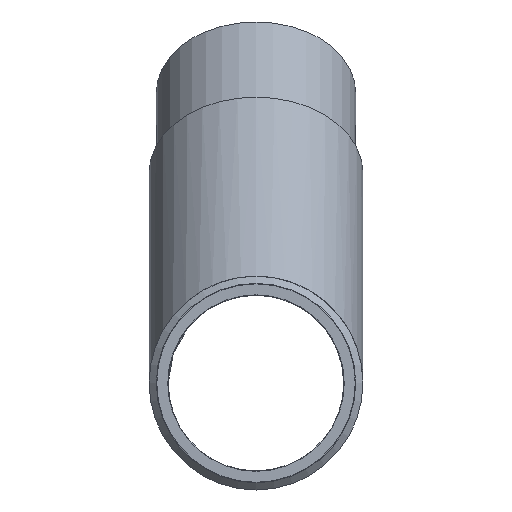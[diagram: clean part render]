
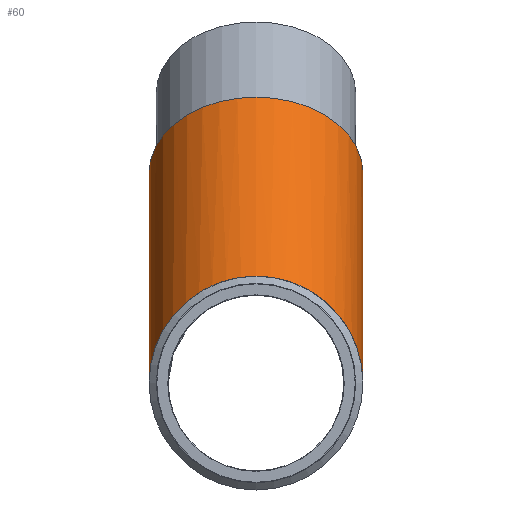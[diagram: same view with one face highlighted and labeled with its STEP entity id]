
A CAD part, left-side view. The second image highlights one B-rep face of the part: STEP entity #60.
In plain terms, the highlighted cylindrical face has radius 120.708 mm (diameter 241.416 mm), a full revolution.
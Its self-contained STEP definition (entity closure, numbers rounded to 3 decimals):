
#60 = ADVANCED_FACE( '', ( #133, #134 ), #135, .T. );
#133 = FACE_OUTER_BOUND( '', #214, .T. );
#134 = FACE_OUTER_BOUND( '', #215, .T. );
#135 = CYLINDRICAL_SURFACE( '', #216, 120.708 );
#214 = EDGE_LOOP( '', ( #309 ) );
#215 = EDGE_LOOP( '', ( #310, #311 ) );
#216 = AXIS2_PLACEMENT_3D( '', #312, #313, #314 );
#309 = ORIENTED_EDGE( '', *, *, #366, .F. );
#310 = ORIENTED_EDGE( '', *, *, #373, .T. );
#311 = ORIENTED_EDGE( '', *, *, #372, .T. );
#312 = CARTESIAN_POINT( '', ( 534.098, 0., 328.098 ) );
#313 = DIRECTION( '', ( -0.707, 0., -0.707 ) );
#314 = DIRECTION( '', ( 0.707, 0., -0.707 ) );
#366 = EDGE_CURVE( '', #406, #406, #407, .T. );
#372 = EDGE_CURVE( '', #416, #417, #418, .T. );
#373 = EDGE_CURVE( '', #417, #416, #419, .F. );
#406 = VERTEX_POINT( '', #466 );
#407 = CIRCLE( '', #467, 120.708 );
#416 = VERTEX_POINT( '', #476 );
#417 = VERTEX_POINT( '', #477 );
#418 = ELLIPSE( '', #478, 130.654, 120.708 );
#419 = ELLIPSE( '', #479, 315.426, 120.708 );
#466 = CARTESIAN_POINT( '', ( 528.794, 0., 152.087 ) );
#467 = AXIS2_PLACEMENT_3D( '', #526, #527, #528 );
#476 = CARTESIAN_POINT( '', ( 206., 120.708, 0. ) );
#477 = CARTESIAN_POINT( '', ( 206., -120.708, 0. ) );
#478 = AXIS2_PLACEMENT_3D( '', #538, #539, #540 );
#479 = AXIS2_PLACEMENT_3D( '', #541, #542, #543 );
#526 = CARTESIAN_POINT( '', ( 443.441, 0., 237.441 ) );
#527 = DIRECTION( '', ( 0.707, 0., 0.707 ) );
#528 = DIRECTION( '', ( 0.707, 0., -0.707 ) );
#538 = CARTESIAN_POINT( '', ( 206., 0., 0. ) );
#539 = DIRECTION( '', ( 0.924, 0., 0.383 ) );
#540 = DIRECTION( '', ( 0.383, 0., -0.924 ) );
#541 = CARTESIAN_POINT( '', ( 206., 0., 0. ) );
#542 = DIRECTION( '', ( 0.383, 0., -0.924 ) );
#543 = DIRECTION( '', ( 0.924, 0., 0.383 ) );
